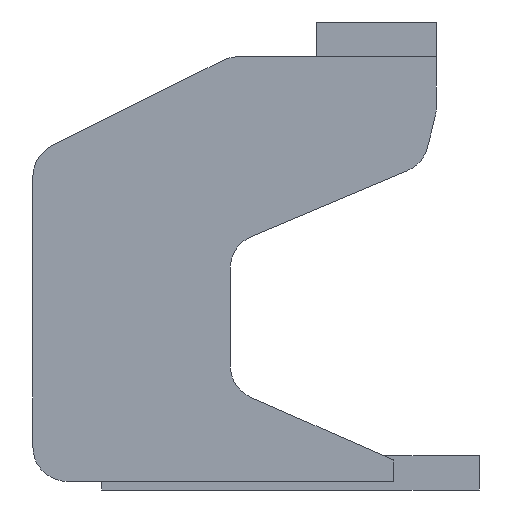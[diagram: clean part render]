
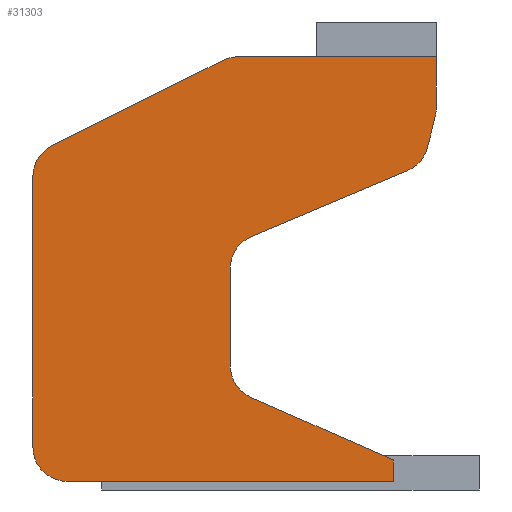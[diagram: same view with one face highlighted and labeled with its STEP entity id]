
A CAD part, left-side view. The second image highlights one B-rep face of the part: STEP entity #31303.
In plain terms, the highlighted planar face has unit normal (-1, 0, 0).
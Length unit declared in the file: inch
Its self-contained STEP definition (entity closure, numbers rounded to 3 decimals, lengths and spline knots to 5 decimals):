
#195 = VERTEX_POINT ( 'NONE', #22244 ) ;
#223 = ORIENTED_EDGE ( 'NONE', *, *, #1273, .F. ) ;
#235 = DIRECTION ( 'NONE',  ( 0., 1., 0. ) ) ;
#835 = VECTOR ( 'NONE', #2613, 39.37008 ) ;
#869 = VECTOR ( 'NONE', #3405, 39.37008 ) ;
#1273 = EDGE_CURVE ( 'NONE', #7746, #5434, #2195, .T. ) ;
#1560 = VECTOR ( 'NONE', #28532, 39.37008 ) ;
#1850 = CARTESIAN_POINT ( 'NONE',  ( -22.82428, 25.3832, 11.625 ) ) ;
#2063 = EDGE_CURVE ( 'NONE', #24745, #195, #31959, .T. ) ;
#2195 = CIRCLE ( 'NONE', #8620, 1. ) ;
#2370 = CARTESIAN_POINT ( 'NONE',  ( -22.82428, 30.81648, 10.02639 ) ) ;
#2613 = DIRECTION ( 'NONE',  ( 0., -1., 0. ) ) ;
#2990 = AXIS2_PLACEMENT_3D ( 'NONE', #1850, #26479, #38817 ) ;
#3308 = CARTESIAN_POINT ( 'NONE',  ( -22.82428, 19.64912, 10.88057 ) ) ;
#3405 = DIRECTION ( 'NONE',  ( 0., 0.921, -0.389 ) ) ;
#3510 = DIRECTION ( 'NONE',  ( 0., 0.243, -0.97 ) ) ;
#3919 = CIRCLE ( 'NONE', #19388, 1. ) ;
#3976 = AXIS2_PLACEMENT_3D ( 'NONE', #26423, #11287, #17530 ) ;
#4138 = LINE ( 'NONE', #19272, #8500 ) ;
#4605 = CIRCLE ( 'NONE', #3976, 1. ) ;
#4835 = LINE ( 'NONE', #36342, #22678 ) ;
#5166 = ORIENTED_EDGE ( 'NONE', *, *, #25790, .F. ) ;
#5239 = VERTEX_POINT ( 'NONE', #17500 ) ;
#5434 = VERTEX_POINT ( 'NONE', #2370 ) ;
#5852 = EDGE_CURVE ( 'NONE', #36593, #31193, #34448, .T. ) ;
#6226 = LINE ( 'NONE', #31071, #869 ) ;
#7369 = VERTEX_POINT ( 'NONE', #8222 ) ;
#7392 = CARTESIAN_POINT ( 'NONE',  ( -22.82428, 20.45432, 9.30576 ) ) ;
#7675 = VECTOR ( 'NONE', #12042, 39.37008 ) ;
#7746 = VERTEX_POINT ( 'NONE', #37228 ) ;
#8222 = CARTESIAN_POINT ( 'NONE',  ( -22.82428, 20.86926, 0.875 ) ) ;
#8266 = DIRECTION ( 'NONE',  ( 0., 1., 0. ) ) ;
#8279 = EDGE_CURVE ( 'NONE', #16366, #16065, #35940, .T. ) ;
#8500 = VECTOR ( 'NONE', #10199, 39.37008 ) ;
#8620 = AXIS2_PLACEMENT_3D ( 'NONE', #19222, #31548, #34376 ) ;
#8911 = DIRECTION ( 'NONE',  ( 1., 0., 0. ) ) ;
#9785 = ORIENTED_EDGE ( 'NONE', *, *, #21895, .F. ) ;
#9856 = DIRECTION ( 'NONE',  ( 0., 0., -1. ) ) ;
#10199 = DIRECTION ( 'NONE',  ( 0., -0.915, -0.403 ) ) ;
#10879 = DIRECTION ( 'NONE',  ( 0., 0., -1. ) ) ;
#11229 = DIRECTION ( 'NONE',  ( -1., 0., 0. ) ) ;
#11287 = DIRECTION ( 'NONE',  ( -1., 0., 0. ) ) ;
#12018 = VERTEX_POINT ( 'NONE', #34742 ) ;
#12042 = DIRECTION ( 'NONE',  ( 0., 0., -1. ) ) ;
#12089 = LINE ( 'NONE', #32902, #835 ) ;
#12305 = PLANE ( 'NONE',  #22950 ) ;
#12504 = DIRECTION ( 'NONE',  ( 1., 0., 0. ) ) ;
#13371 = EDGE_CURVE ( 'NONE', #18437, #17427, #6226, .T. ) ;
#13970 = EDGE_CURVE ( 'NONE', #24673, #5239, #39291, .T. ) ;
#14326 = DIRECTION ( 'NONE',  ( 0., -0.894, 0.447 ) ) ;
#14457 = VERTEX_POINT ( 'NONE', #14535 ) ;
#14535 = CARTESIAN_POINT ( 'NONE',  ( -22.82428, 25.83041, 12.51943 ) ) ;
#15028 = ORIENTED_EDGE ( 'NONE', *, *, #23688, .F. ) ;
#15191 = ORIENTED_EDGE ( 'NONE', *, *, #18624, .F. ) ;
#15423 = EDGE_CURVE ( 'NONE', #17427, #36593, #4605, .T. ) ;
#16065 = VERTEX_POINT ( 'NONE', #27916 ) ;
#16210 = CARTESIAN_POINT ( 'NONE',  ( -22.82428, 19.61926, 12.625 ) ) ;
#16366 = VERTEX_POINT ( 'NONE', #34938 ) ;
#16432 = DIRECTION ( 'NONE',  ( 1., 0., 0. ) ) ;
#16575 = ORIENTED_EDGE ( 'NONE', *, *, #5852, .F. ) ;
#17427 = VERTEX_POINT ( 'NONE', #24006 ) ;
#17429 = EDGE_CURVE ( 'NONE', #5434, #14457, #4835, .T. ) ;
#17500 = CARTESIAN_POINT ( 'NONE',  ( -22.82428, 19.87315, 9.98447 ) ) ;
#17530 = DIRECTION ( 'NONE',  ( 0., 0.389, 0.921 ) ) ;
#17600 = ORIENTED_EDGE ( 'NONE', *, *, #31923, .F. ) ;
#18383 = CARTESIAN_POINT ( 'NONE',  ( -22.82428, 20.61926, 11.12311 ) ) ;
#18437 = VERTEX_POINT ( 'NONE', #7392 ) ;
#18624 = EDGE_CURVE ( 'NONE', #22222, #7369, #4138, .T. ) ;
#18871 = VERTEX_POINT ( 'NONE', #28192 ) ;
#18929 = CARTESIAN_POINT ( 'NONE',  ( -22.82428, 30.36926, 1.25 ) ) ;
#19036 = ORIENTED_EDGE ( 'NONE', *, *, #21341, .F. ) ;
#19197 = CARTESIAN_POINT ( 'NONE',  ( -22.82428, 19.64912, 10.88057 ) ) ;
#19222 = CARTESIAN_POINT ( 'NONE',  ( -22.82428, 30.36926, 9.13197 ) ) ;
#19272 = CARTESIAN_POINT ( 'NONE',  ( -22.82428, 25.022, 2.7022 ) ) ;
#19388 = AXIS2_PLACEMENT_3D ( 'NONE', #18929, #31061, #9856 ) ;
#19394 = ORIENTED_EDGE ( 'NONE', *, *, #29169, .F. ) ;
#20053 = ORIENTED_EDGE ( 'NONE', *, *, #13970, .F. ) ;
#21341 = EDGE_CURVE ( 'NONE', #31193, #22222, #27857, .T. ) ;
#21582 = FACE_OUTER_BOUND ( 'NONE', #28131, .T. ) ;
#21706 = CIRCLE ( 'NONE', #27506, 1. ) ;
#21737 = ORIENTED_EDGE ( 'NONE', *, *, #2063, .F. ) ;
#21895 = EDGE_CURVE ( 'NONE', #7369, #16366, #26622, .T. ) ;
#22222 = VERTEX_POINT ( 'NONE', #34269 ) ;
#22244 = CARTESIAN_POINT ( 'NONE',  ( -22.82428, 19.61926, 11.12311 ) ) ;
#22637 = LINE ( 'NONE', #37808, #35029 ) ;
#22678 = VECTOR ( 'NONE', #14326, 39.37008 ) ;
#22950 = AXIS2_PLACEMENT_3D ( 'NONE', #28047, #12504, #24612 ) ;
#23399 = CARTESIAN_POINT ( 'NONE',  ( -22.82428, 20.86926, 0.25 ) ) ;
#23688 = EDGE_CURVE ( 'NONE', #18871, #24745, #12089, .T. ) ;
#24006 = CARTESIAN_POINT ( 'NONE',  ( -22.82428, 25.00824, 7.38299 ) ) ;
#24612 = DIRECTION ( 'NONE',  ( 0., 1., 0. ) ) ;
#24673 = VERTEX_POINT ( 'NONE', #19197 ) ;
#24745 = VERTEX_POINT ( 'NONE', #35759 ) ;
#25790 = EDGE_CURVE ( 'NONE', #12018, #7746, #22637, .T. ) ;
#25970 = ORIENTED_EDGE ( 'NONE', *, *, #35708, .F. ) ;
#26423 = CARTESIAN_POINT ( 'NONE',  ( -22.82428, 24.61926, 6.46174 ) ) ;
#26479 = DIRECTION ( 'NONE',  ( 1., 0., 0. ) ) ;
#26622 = LINE ( 'NONE', #38559, #38235 ) ;
#27506 = AXIS2_PLACEMENT_3D ( 'NONE', #18383, #8911, #33346 ) ;
#27857 = CIRCLE ( 'NONE', #36267, 1. ) ;
#27916 = CARTESIAN_POINT ( 'NONE',  ( -22.82428, 30.36926, 0.25 ) ) ;
#28047 = CARTESIAN_POINT ( 'NONE',  ( -22.82428, 25.70666, 6.13402 ) ) ;
#28131 = EDGE_LOOP ( 'NONE', ( #30371, #17600, #20053, #25970, #21737, #15028, #29326, #32885, #223, #5166, #19394, #39905, #9785, #15191, #19036, #16575, #29959 ) ) ;
#28149 = DIRECTION ( 'NONE',  ( 0., -0.97, -0.243 ) ) ;
#28192 = CARTESIAN_POINT ( 'NONE',  ( -22.82428, 25.3832, 12.625 ) ) ;
#28532 = DIRECTION ( 'NONE',  ( 0., 0., -1. ) ) ;
#29169 = EDGE_CURVE ( 'NONE', #16065, #12018, #3919, .T. ) ;
#29326 = ORIENTED_EDGE ( 'NONE', *, *, #34262, .F. ) ;
#29417 = CIRCLE ( 'NONE', #2990, 1. ) ;
#29959 = ORIENTED_EDGE ( 'NONE', *, *, #15423, .F. ) ;
#30283 = VECTOR ( 'NONE', #8266, 39.37008 ) ;
#30371 = ORIENTED_EDGE ( 'NONE', *, *, #13371, .F. ) ;
#30821 = CARTESIAN_POINT ( 'NONE',  ( -22.82428, 25.61926, 6.46174 ) ) ;
#31061 = DIRECTION ( 'NONE',  ( 1., 0., 0. ) ) ;
#31071 = CARTESIAN_POINT ( 'NONE',  ( -22.82428, 20.45432, 9.30576 ) ) ;
#31193 = VERTEX_POINT ( 'NONE', #38202 ) ;
#31303 = ADVANCED_FACE ( 'NONE', ( #21582 ), #12305, .F. ) ;
#31548 = DIRECTION ( 'NONE',  ( 1., 0., 0. ) ) ;
#31923 = EDGE_CURVE ( 'NONE', #5239, #18437, #33255, .T. ) ;
#31935 = DIRECTION ( 'NONE',  ( 0., 0., 1. ) ) ;
#31959 = LINE ( 'NONE', #16210, #1560 ) ;
#32630 = AXIS2_PLACEMENT_3D ( 'NONE', #34617, #16432, #28149 ) ;
#32633 = CARTESIAN_POINT ( 'NONE',  ( -22.82428, 24.61926, 3.61752 ) ) ;
#32885 = ORIENTED_EDGE ( 'NONE', *, *, #17429, .F. ) ;
#32902 = CARTESIAN_POINT ( 'NONE',  ( -22.82428, 25.3832, 12.625 ) ) ;
#32971 = VECTOR ( 'NONE', #3510, 39.37008 ) ;
#33255 = CIRCLE ( 'NONE', #32630, 1. ) ;
#33346 = DIRECTION ( 'NONE',  ( 0., -1., 0. ) ) ;
#33503 = CARTESIAN_POINT ( 'NONE',  ( -22.82428, 25.61926, 6.46174 ) ) ;
#34262 = EDGE_CURVE ( 'NONE', #14457, #18871, #29417, .T. ) ;
#34269 = CARTESIAN_POINT ( 'NONE',  ( -22.82428, 25.022, 2.7022 ) ) ;
#34376 = DIRECTION ( 'NONE',  ( 0., 1., 0. ) ) ;
#34448 = LINE ( 'NONE', #30821, #7675 ) ;
#34617 = CARTESIAN_POINT ( 'NONE',  ( -22.82428, 20.84329, 10.227 ) ) ;
#34742 = CARTESIAN_POINT ( 'NONE',  ( -22.82428, 31.36926, 1.25 ) ) ;
#34938 = CARTESIAN_POINT ( 'NONE',  ( -22.82428, 20.86926, 0.25 ) ) ;
#35029 = VECTOR ( 'NONE', #31935, 39.37008 ) ;
#35708 = EDGE_CURVE ( 'NONE', #195, #24673, #21706, .T. ) ;
#35759 = CARTESIAN_POINT ( 'NONE',  ( -22.82428, 19.61926, 12.625 ) ) ;
#35940 = LINE ( 'NONE', #23399, #30283 ) ;
#36267 = AXIS2_PLACEMENT_3D ( 'NONE', #32633, #11229, #235 ) ;
#36342 = CARTESIAN_POINT ( 'NONE',  ( -22.82428, 30.81648, 10.02639 ) ) ;
#36593 = VERTEX_POINT ( 'NONE', #33503 ) ;
#37228 = CARTESIAN_POINT ( 'NONE',  ( -22.82428, 31.36926, 9.13197 ) ) ;
#37808 = CARTESIAN_POINT ( 'NONE',  ( -22.82428, 31.36926, 1.25 ) ) ;
#38202 = CARTESIAN_POINT ( 'NONE',  ( -22.82428, 25.61926, 3.61752 ) ) ;
#38235 = VECTOR ( 'NONE', #10879, 39.37008 ) ;
#38559 = CARTESIAN_POINT ( 'NONE',  ( -22.82428, 20.86926, 0.875 ) ) ;
#38817 = DIRECTION ( 'NONE',  ( 0., 0.447, 0.894 ) ) ;
#39291 = LINE ( 'NONE', #3308, #32971 ) ;
#39905 = ORIENTED_EDGE ( 'NONE', *, *, #8279, .F. ) ;
